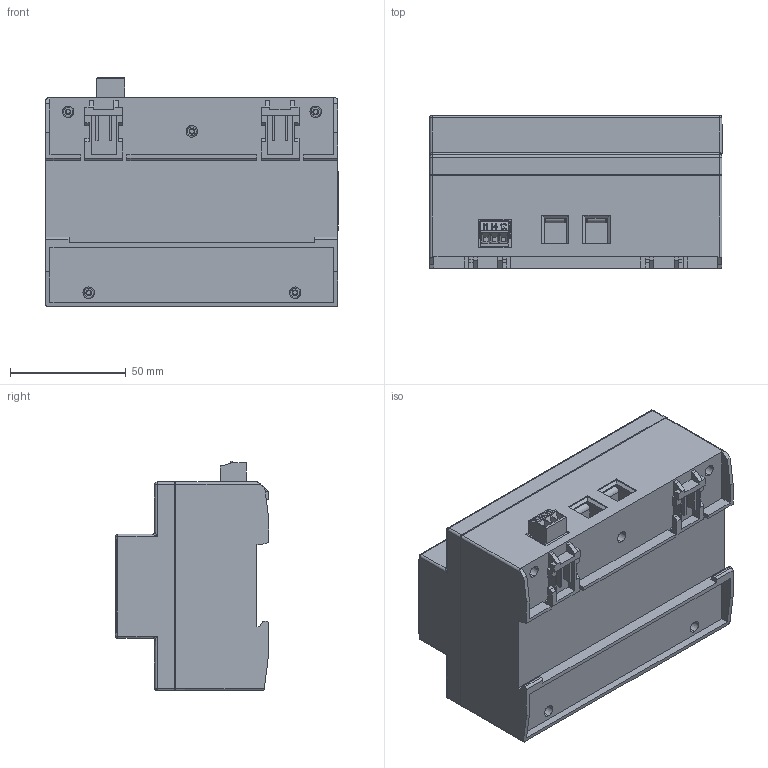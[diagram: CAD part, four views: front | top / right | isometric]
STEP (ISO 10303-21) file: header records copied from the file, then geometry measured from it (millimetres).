
FILE_DESCRIPTION (( 'STEP AP214' ), '1' );
FILE_NAME ('1104-15-106-E.STEP', '2019-01-25T20:21:53', ( '' ), ( '' ), 'SwSTEP 2.0', 'SolidWorks 2018', '' );
FILE_SCHEMA (( 'AUTOMOTIVE_DESIGN' ));
Length unit declared in the file: millimetre
Products named in the file (169): cbox_; 1104m3; y040k126a_slide; shimodianji4_; mov-pole-side; xianlp; screwm6; y080_cap; 1104mov; y080d1_105b_plate0; jy_plate_2ppe_mold_; dianp; Part2^1104-15-106; gg_ploe; shimodianji5_; yd80k; mov-pole-up; mov-pole-side2; pd; shimodianji2_; mov-pole-up2; zhishikuai; shimodianji1_; ploe_; mov_box; pcb_; lianjiep; 2003-2812; plate_shimo_pe_; 2003-1052; 1104pcb2; 2003-2810; clip_p; pcb21; 2003-2813; Part1^1104-15-106; ljp_; gepian_; shimo_; pcb2 ...
Assembly tree (91 placements, depth 4):
  1104m3
  y040k126a_slide
  mov-pole-side
  y040k126a_slide
  xianlp
Bounding box: 126.09 x 66 x 98.9 mm (x, y, z)
Volume: 255274.6 mm3; surface area: 360959.5 mm2
Topology: 133 solids, 154 shells, 7984 faces, 20745 edges, 13308 vertices
Faces by surface type: plane 5338, cylinder 1622, bspline 893, cone 131
Entity records: 207124 total; most frequent: CARTESIAN_POINT 71439, ORIENTED_EDGE 25244, DIRECTION 20711, EDGE_CURVE 12629, LINE 9247, VECTOR 9247, VERTEX_POINT 8208, AXIS2_PLACEMENT_3D 5732
